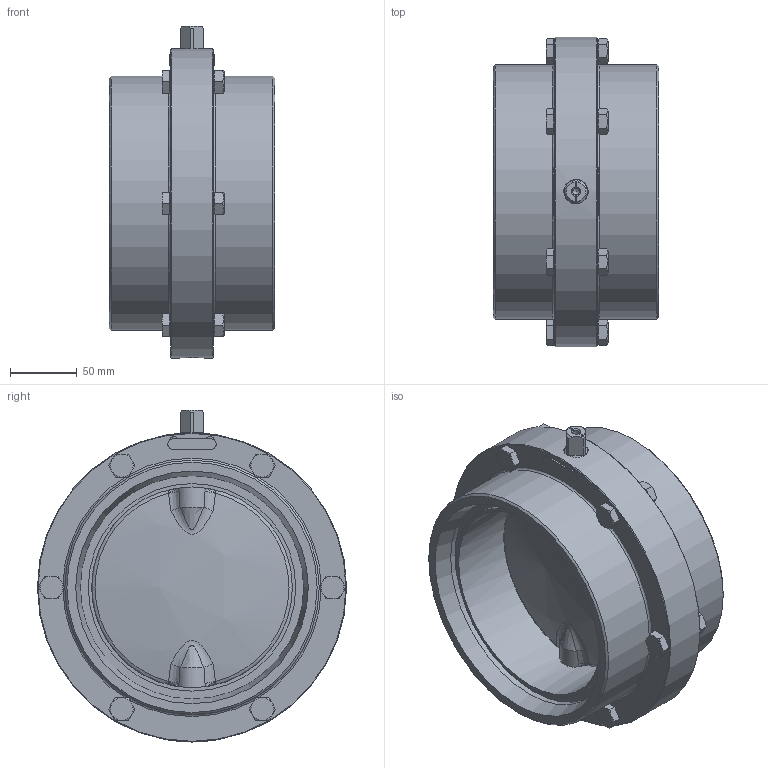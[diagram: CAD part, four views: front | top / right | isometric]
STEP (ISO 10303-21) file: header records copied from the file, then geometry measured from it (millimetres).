
FILE_DESCRIPTION((''),'2;1');
FILE_NAME('55540150XX30.stp','2010-11-23T12:18:36',('Creator'),(''),'Autodesk Inventor 2010','Autodesk Inventor 2010','');
FILE_SCHEMA(('AUTOMOTIVE_DESIGN { 1 0 10303 214 1 1 1 1 }'));
Length unit declared in the file: millimetre
Products named in the file (1): 55540150XX30
Bounding box: 124 x 231 x 248 mm (x, y, z)
Volume: 1832794.3 mm3; surface area: 258103.3 mm2
Topology: 1 solids, 9 shells, 345 faces, 832 edges, 525 vertices
Faces by surface type: plane 165, cone 84, cylinder 60, bspline 30, torus 4, sphere 2
Full cylindrical faces by diameter (mm): 4.917 x1, 7.2 x6, 9.188 x6, 10 x6, 10.5 x6, 15.4 x6, 15.9 x2, 17.5 x4, 18.2 x2, 150 x2, 155 x2, 166.8 x2, 190 x2, 231 x1
Entity records: 11372 total; most frequent: CARTESIAN_POINT 4477, ORIENTED_EDGE 1382, DIRECTION 1296, EDGE_CURVE 691, AXIS2_PLACEMENT_3D 558, EDGE_LOOP 496, VERTEX_POINT 485, FACE_OUTER_BOUND 344
